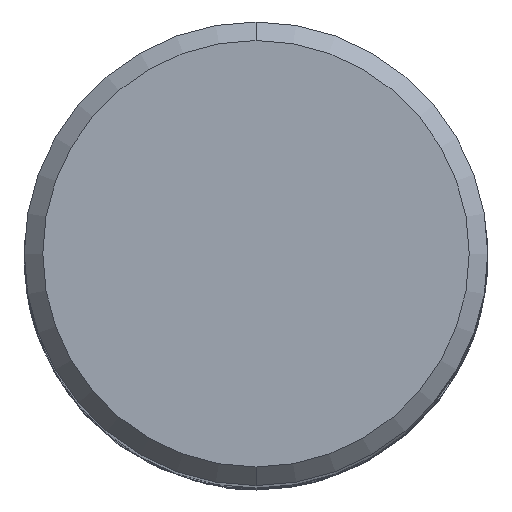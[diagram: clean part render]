
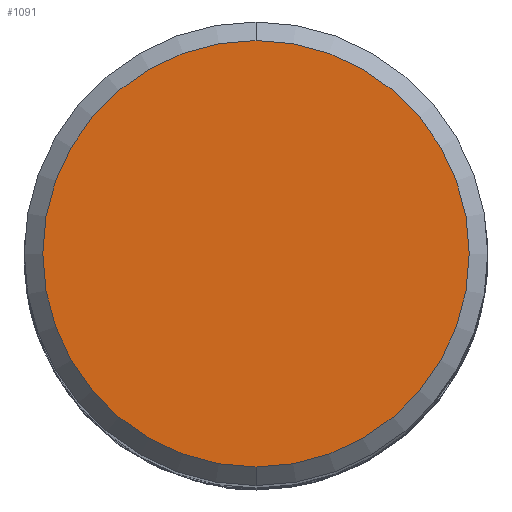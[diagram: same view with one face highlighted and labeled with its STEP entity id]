
A CAD part, top view. The second image highlights one B-rep face of the part: STEP entity #1091.
In plain terms, the highlighted planar face has unit normal (0, 0, 1).
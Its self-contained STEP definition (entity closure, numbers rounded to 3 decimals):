
#843=EDGE_CURVE('',#1541,#1567,#2015,.T.);
#861=EDGE_CURVE('',#1567,#1541,#2035,.T.);
#1091=ADVANCED_FACE('',(#2287),#2288,.T.);
#1541=VERTEX_POINT('',#2783);
#1567=VERTEX_POINT('',#2810);
#2015=CIRCLE('',#5599,11.5);
#2035=CIRCLE('',#6059,11.5);
#2287=FACE_OUTER_BOUND('',#8293,.T.);
#2288=PLANE('',#8294);
#2783=CARTESIAN_POINT('',(0.0,11.5,0.0));
#2810=CARTESIAN_POINT('',(0.,-11.5,0.0));
#5599=AXIS2_PLACEMENT_3D('',#15725,#15726,#15727);
#6059=AXIS2_PLACEMENT_3D('',#15746,#15747,#15748);
#8293=EDGE_LOOP('',(#16000,#16001));
#8294=AXIS2_PLACEMENT_3D('',#16002,#16003,#16004);
#15725=CARTESIAN_POINT('',(0.0,0.0,0.0));
#15726=DIRECTION('',(0.0,0.0,-1.0));
#15727=DIRECTION('',(0.0,1.0,0.0));
#15746=CARTESIAN_POINT('',(0.0,0.0,0.0));
#15747=DIRECTION('',(0.0,0.0,-1.0));
#15748=DIRECTION('',(0.0,1.0,0.0));
#16000=ORIENTED_EDGE('',*,*,#843,.F.);
#16001=ORIENTED_EDGE('',*,*,#861,.F.);
#16002=CARTESIAN_POINT('',(0.0,5.75,0.0));
#16003=DIRECTION('',(-0.0,0.0,1.0));
#16004=DIRECTION('',(0.0,-1.0,0.0));
